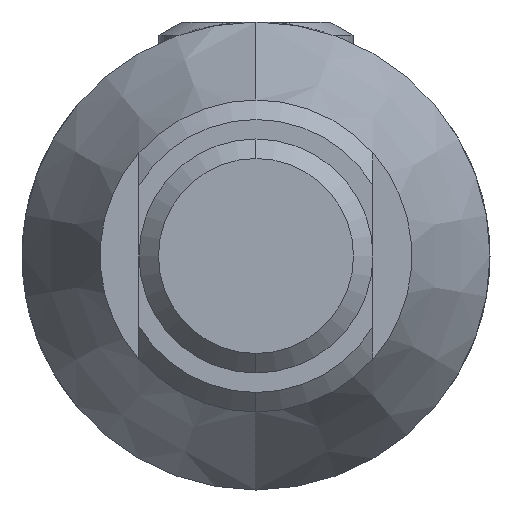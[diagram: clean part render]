
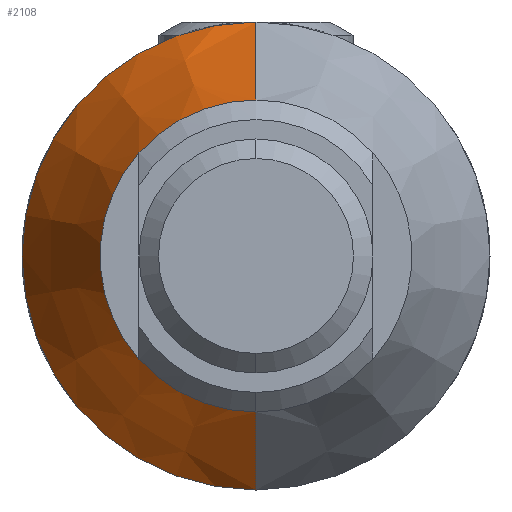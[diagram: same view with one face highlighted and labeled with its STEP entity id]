
A CAD part, left-side view. The second image highlights one B-rep face of the part: STEP entity #2108.
In plain terms, the highlighted conical face has half-angle 26.565 degrees and reference radius 6 mm.
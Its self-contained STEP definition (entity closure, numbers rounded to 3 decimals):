
#16 = VERTEX_POINT ( 'NONE', #2068 ) ;
#31 = DIRECTION ( 'NONE',  ( -1., 0., 0. ) ) ;
#304 = CIRCLE ( 'NONE', #2092, 4. ) ;
#466 = ORIENTED_EDGE ( 'NONE', *, *, #3079, .T. ) ;
#501 = VERTEX_POINT ( 'NONE', #875 ) ;
#512 = DIRECTION ( 'NONE',  ( -1., 0., 0. ) ) ;
#599 = ORIENTED_EDGE ( 'NONE', *, *, #2535, .F. ) ;
#667 = CIRCLE ( 'NONE', #2350, 4. ) ;
#766 = DIRECTION ( 'NONE',  ( 1., 0., 0. ) ) ;
#844 = DIRECTION ( 'NONE',  ( -1., 0., 0. ) ) ;
#875 = CARTESIAN_POINT ( 'NONE',  ( 47., 0., 6. ) ) ;
#1024 = ORIENTED_EDGE ( 'NONE', *, *, #2964, .T. ) ;
#1030 = CARTESIAN_POINT ( 'NONE',  ( 43., 3., 2.646 ) ) ;
#1283 = VERTEX_POINT ( 'NONE', #1501 ) ;
#1312 = CARTESIAN_POINT ( 'NONE',  ( 47., 0., -6. ) ) ;
#1357 = CARTESIAN_POINT ( 'NONE',  ( 43., 0., 0. ) ) ;
#1427 = ORIENTED_EDGE ( 'NONE', *, *, #2288, .F. ) ;
#1440 = DIRECTION ( 'NONE',  ( 0., 0., 1. ) ) ;
#1442 = ORIENTED_EDGE ( 'NONE', *, *, #1550, .F. ) ;
#1483 = DIRECTION ( 'NONE',  ( 0.894, 0., 0.447 ) ) ;
#1489 = AXIS2_PLACEMENT_3D ( 'NONE', #1964, #766, #2011 ) ;
#1501 = CARTESIAN_POINT ( 'NONE',  ( 43., 0., -4. ) ) ;
#1550 = EDGE_CURVE ( 'NONE', #1283, #1731, #2997, .T. ) ;
#1635 = CONICAL_SURFACE ( 'NONE', #1489, 6., 0.464 ) ;
#1731 = VERTEX_POINT ( 'NONE', #3072 ) ;
#1949 = CIRCLE ( 'NONE', #2202, 4. ) ;
#1964 = CARTESIAN_POINT ( 'NONE',  ( 47., 0., 0. ) ) ;
#2011 = DIRECTION ( 'NONE',  ( 0., 0., -1. ) ) ;
#2068 = CARTESIAN_POINT ( 'NONE',  ( 43., 0., 4. ) ) ;
#2083 = EDGE_CURVE ( 'NONE', #2677, #2912, #667, .T. ) ;
#2084 = CARTESIAN_POINT ( 'NONE',  ( 43., 3., -2.646 ) ) ;
#2092 = AXIS2_PLACEMENT_3D ( 'NONE', #2710, #512, #1440 ) ;
#2093 = DIRECTION ( 'NONE',  ( 0., 0., 1. ) ) ;
#2108 = ADVANCED_FACE ( 'NONE', ( #2939 ), #1635, .T. ) ;
#2202 = AXIS2_PLACEMENT_3D ( 'NONE', #1357, #3091, #2093 ) ;
#2215 = DIRECTION ( 'NONE',  ( 0., 0., 1. ) ) ;
#2232 = EDGE_LOOP ( 'NONE', ( #599, #466, #1024, #1442, #1427, #2951 ) ) ;
#2288 = EDGE_CURVE ( 'NONE', #2912, #1283, #1949, .T. ) ;
#2350 = AXIS2_PLACEMENT_3D ( 'NONE', #2731, #31, #2215 ) ;
#2417 = VECTOR ( 'NONE', #2528, 1000. ) ;
#2528 = DIRECTION ( 'NONE',  ( 0.894, 0., -0.447 ) ) ;
#2535 = EDGE_CURVE ( 'NONE', #16, #2677, #304, .T. ) ;
#2579 = DIRECTION ( 'NONE',  ( 0., 0., 1. ) ) ;
#2649 = LINE ( 'NONE', #2682, #2742 ) ;
#2677 = VERTEX_POINT ( 'NONE', #1030 ) ;
#2682 = CARTESIAN_POINT ( 'NONE',  ( 47., 0., 6. ) ) ;
#2692 = CIRCLE ( 'NONE', #2794, 6. ) ;
#2710 = CARTESIAN_POINT ( 'NONE',  ( 43., 0., 0. ) ) ;
#2731 = CARTESIAN_POINT ( 'NONE',  ( 43., 0., 0. ) ) ;
#2742 = VECTOR ( 'NONE', #1483, 1000. ) ;
#2794 = AXIS2_PLACEMENT_3D ( 'NONE', #2811, #844, #2579 ) ;
#2811 = CARTESIAN_POINT ( 'NONE',  ( 47., 0., 0. ) ) ;
#2912 = VERTEX_POINT ( 'NONE', #2084 ) ;
#2939 = FACE_OUTER_BOUND ( 'NONE', #2232, .T. ) ;
#2951 = ORIENTED_EDGE ( 'NONE', *, *, #2083, .F. ) ;
#2964 = EDGE_CURVE ( 'NONE', #501, #1731, #2692, .T. ) ;
#2997 = LINE ( 'NONE', #1312, #2417 ) ;
#3072 = CARTESIAN_POINT ( 'NONE',  ( 47., 0., -6. ) ) ;
#3079 = EDGE_CURVE ( 'NONE', #16, #501, #2649, .T. ) ;
#3091 = DIRECTION ( 'NONE',  ( -1., 0., 0. ) ) ;
